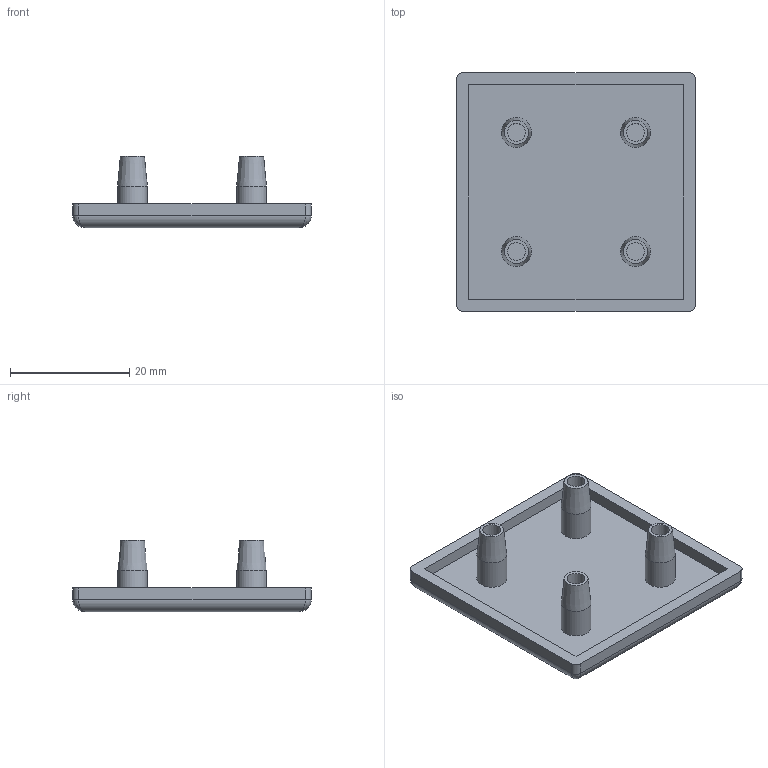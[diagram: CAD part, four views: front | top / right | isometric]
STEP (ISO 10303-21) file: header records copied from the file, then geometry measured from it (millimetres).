
FILE_DESCRIPTION(/* description */ ('Tappo 40x40 serie 20'),/* implementation_level */ '2;1');
FILE_NAME(/* name */ 'CC40-40X.stp',/* time_stamp */ '2022-06-17T14:02:27+02:00',/* author */ ('USER'),/* organization */ ('Microsoft'),/* preprocessor_version */ 'ST-DEVELOPER v18.1',/* originating_system */ 'Autodesk Inventor 2021',/* authorisation */ '');
FILE_SCHEMA (('AUTOMOTIVE_DESIGN { 1 0 10303 214 3 1 1 }'));
Length unit declared in the file: millimetre
Products named in the file (1): CC40-40X
Bounding box: 40 x 40 x 12 mm (x, y, z)
Volume: 4102.8 mm3; surface area: 4930.3 mm2
Topology: 1 solids, 1 shells, 43 faces, 84 edges, 48 vertices
Faces by surface type: plane 19, cylinder 16, cone 4, bspline 4
Full cylindrical faces by diameter (mm): 3 x4, 5 x4
Entity records: 1707 total; most frequent: CARTESIAN_POINT 816, DIRECTION 180, ORIENTED_EDGE 160, EDGE_CURVE 80, AXIS2_PLACEMENT_3D 68, EDGE_LOOP 52, VERTEX_POINT 48, LINE 44
